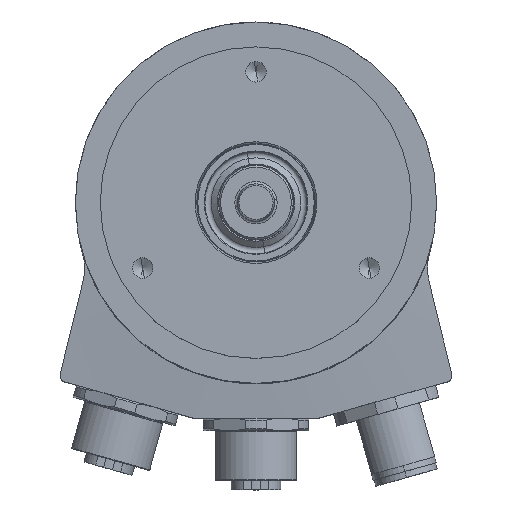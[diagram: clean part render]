
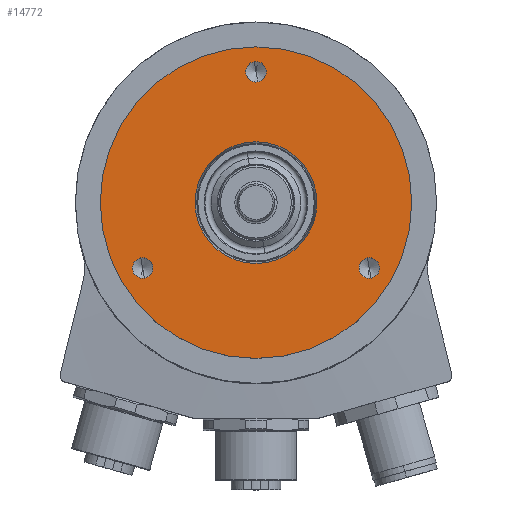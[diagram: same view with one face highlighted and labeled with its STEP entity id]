
A CAD part, top view. The second image highlights one B-rep face of the part: STEP entity #14772.
In plain terms, the highlighted planar face has unit normal (0, 0, 1).
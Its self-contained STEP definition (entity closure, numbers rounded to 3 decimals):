
#2743=CARTESIAN_POINT('',(0.,0.,30.5));
#2744=DIRECTION('',(0.,0.,1.));
#2745=DIRECTION('',(-0.985,-0.174,0.));
#2746=AXIS2_PLACEMENT_3D('',#2743,#2744,#2745);
#2748=CARTESIAN_POINT('',(0.,0.,30.5));
#2749=DIRECTION('',(0.,0.,1.));
#2750=DIRECTION('',(0.985,0.174,0.));
#2751=AXIS2_PLACEMENT_3D('',#2748,#2749,#2750);
#2753=CARTESIAN_POINT('',(0.,0.,30.5));
#2754=DIRECTION('',(0.,0.,-1.));
#2755=DIRECTION('',(0.174,-0.985,0.));
#2756=AXIS2_PLACEMENT_3D('',#2753,#2754,#2755);
#2758=CARTESIAN_POINT('',(0.,0.,30.5));
#2759=DIRECTION('',(0.,0.,-1.));
#2760=DIRECTION('',(-0.174,0.985,0.));
#2761=AXIS2_PLACEMENT_3D('',#2758,#2759,#2760);
#2763=CARTESIAN_POINT('',(0.,21.,30.5));
#2764=DIRECTION('',(0.,0.,1.));
#2765=DIRECTION('',(0.174,-0.985,0.));
#2766=AXIS2_PLACEMENT_3D('',#2763,#2764,#2765);
#2768=CARTESIAN_POINT('',(0.,21.,30.5));
#2769=DIRECTION('',(0.,0.,1.));
#2770=DIRECTION('',(-0.174,0.985,0.));
#2771=AXIS2_PLACEMENT_3D('',#2768,#2769,#2770);
#2773=CARTESIAN_POINT('',(18.187,-10.5,30.5));
#2774=DIRECTION('',(0.,0.,1.));
#2775=DIRECTION('',(0.174,-0.985,0.));
#2776=AXIS2_PLACEMENT_3D('',#2773,#2774,#2775);
#2778=CARTESIAN_POINT('',(18.187,-10.5,30.5));
#2779=DIRECTION('',(0.,0.,1.));
#2780=DIRECTION('',(-0.174,0.985,0.));
#2781=AXIS2_PLACEMENT_3D('',#2778,#2779,#2780);
#2783=CARTESIAN_POINT('',(-18.187,-10.5,30.5));
#2784=DIRECTION('',(0.,0.,1.));
#2785=DIRECTION('',(0.174,-0.985,0.));
#2786=AXIS2_PLACEMENT_3D('',#2783,#2784,#2785);
#2788=CARTESIAN_POINT('',(-18.187,-10.5,30.5));
#2789=DIRECTION('',(0.,0.,1.));
#2790=DIRECTION('',(-0.174,0.985,0.));
#2791=AXIS2_PLACEMENT_3D('',#2788,#2789,#2790);
#8818=CARTESIAN_POINT('',(1.696,-9.62,30.5));
#8819=CARTESIAN_POINT('',(-1.696,9.62,30.5));
#8820=VERTEX_POINT('',#8818);
#8821=VERTEX_POINT('',#8819);
#8826=CARTESIAN_POINT('',(-24.62,-4.341,30.5));
#8827=CARTESIAN_POINT('',(24.62,4.341,30.5));
#8828=VERTEX_POINT('',#8826);
#8829=VERTEX_POINT('',#8827);
#8868=CARTESIAN_POINT('',(0.287,19.375,30.5));
#8869=CARTESIAN_POINT('',(-0.287,22.625,30.5));
#8870=VERTEX_POINT('',#8868);
#8871=VERTEX_POINT('',#8869);
#8878=CARTESIAN_POINT('',(18.473,-12.125,30.5));
#8879=CARTESIAN_POINT('',(17.9,-8.875,30.5));
#8880=VERTEX_POINT('',#8878);
#8881=VERTEX_POINT('',#8879);
#8888=CARTESIAN_POINT('',(-17.9,-12.125,30.5));
#8889=CARTESIAN_POINT('',(-18.473,-8.875,30.5));
#8890=VERTEX_POINT('',#8888);
#8891=VERTEX_POINT('',#8889);
#14738=CARTESIAN_POINT('',(0.,0.,30.5));
#14739=DIRECTION('',(0.,0.,1.));
#14740=DIRECTION('',(-0.985,-0.174,0.));
#14741=AXIS2_PLACEMENT_3D('',#14738,#14739,#14740);
#14742=PLANE('',#14741);
#14744=ORIENTED_EDGE('',*,*,#14743,.F.);
#14746=ORIENTED_EDGE('',*,*,#14745,.F.);
#14747=EDGE_LOOP('',(#14744,#14746));
#14748=FACE_OUTER_BOUND('',#14747,.F.);
#14749=ORIENTED_EDGE('',*,*,#14721,.F.);
#14751=ORIENTED_EDGE('',*,*,#14750,.F.);
#14752=EDGE_LOOP('',(#14749,#14751));
#14753=FACE_BOUND('',#14752,.F.);
#14755=ORIENTED_EDGE('',*,*,#14754,.T.);
#14757=ORIENTED_EDGE('',*,*,#14756,.T.);
#14758=EDGE_LOOP('',(#14755,#14757));
#14759=FACE_BOUND('',#14758,.F.);
#14761=ORIENTED_EDGE('',*,*,#14760,.T.);
#14763=ORIENTED_EDGE('',*,*,#14762,.T.);
#14764=EDGE_LOOP('',(#14761,#14763));
#14765=FACE_BOUND('',#14764,.F.);
#14767=ORIENTED_EDGE('',*,*,#14766,.T.);
#14769=ORIENTED_EDGE('',*,*,#14768,.T.);
#14770=EDGE_LOOP('',(#14767,#14769));
#14771=FACE_BOUND('',#14770,.F.);
#2747=CIRCLE('',#2746,25.);
#2752=CIRCLE('',#2751,25.);
#2757=CIRCLE('',#2756,9.768);
#2762=CIRCLE('',#2761,9.768);
#2767=CIRCLE('',#2766,1.65);
#2772=CIRCLE('',#2771,1.65);
#2777=CIRCLE('',#2776,1.65);
#2782=CIRCLE('',#2781,1.65);
#2787=CIRCLE('',#2786,1.65);
#2792=CIRCLE('',#2791,1.65);
#14721=EDGE_CURVE('',#8820,#8821,#2757,.T.);
#14743=EDGE_CURVE('',#8828,#8829,#2747,.T.);
#14745=EDGE_CURVE('',#8829,#8828,#2752,.T.);
#14750=EDGE_CURVE('',#8821,#8820,#2762,.T.);
#14754=EDGE_CURVE('',#8870,#8871,#2767,.T.);
#14756=EDGE_CURVE('',#8871,#8870,#2772,.T.);
#14760=EDGE_CURVE('',#8880,#8881,#2777,.T.);
#14762=EDGE_CURVE('',#8881,#8880,#2782,.T.);
#14766=EDGE_CURVE('',#8890,#8891,#2787,.T.);
#14768=EDGE_CURVE('',#8891,#8890,#2792,.T.);
#14772=ADVANCED_FACE('',(#14748,#14753,#14759,#14765,#14771),#14742,.T.);
